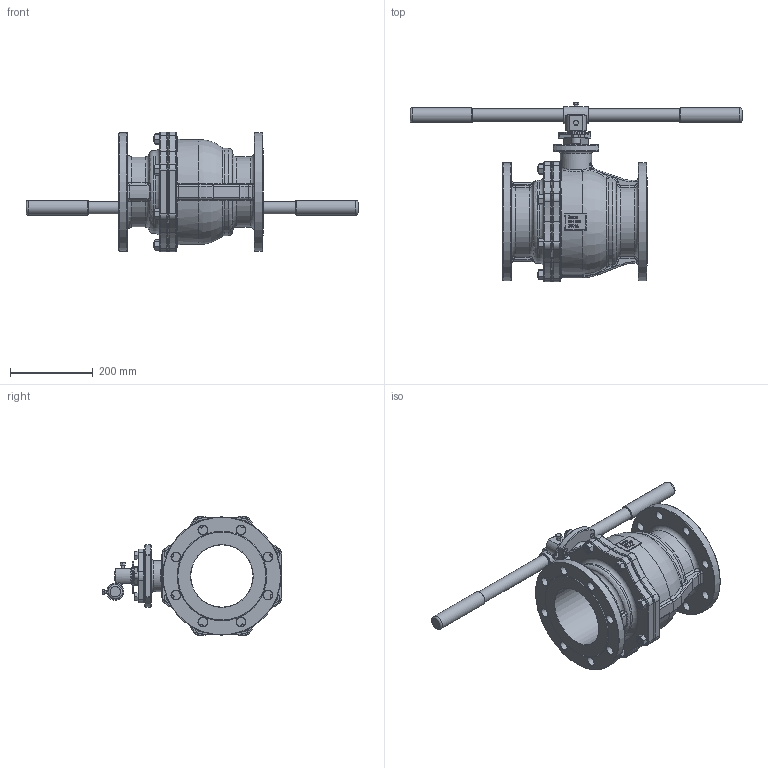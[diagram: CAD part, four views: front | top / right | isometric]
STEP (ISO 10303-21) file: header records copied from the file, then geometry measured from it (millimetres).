
FILE_DESCRIPTION (( 'STEP AP214' ), '1' );
FILE_NAME ('FK-600-000-4 Flanschkugelhahn heco step214.STEP', '2012-11-14T14:30:33', ( 'test' ), ( '' ), 'SwSTEP 2.0', 'SolidWorks 2011', '' );
FILE_SCHEMA (( 'AUTOMOTIVE_DESIGN' ));
Length unit declared in the file: millimetre
Products named in the file (1): FK-600-000-4 Flanschkugelhahn heco step214
Bounding box: 800 x 433 x 288.9 mm (x, y, z)
Volume: 9937908.8 mm3; surface area: 845346.3 mm2
Topology: 1 solids, 1 shells, 1292 faces, 3179 edges, 1957 vertices
Faces by surface type: plane 386, bspline 323, cylinder 265, torus 186, cone 118, sphere 14
Full cylindrical faces by diameter (mm): 2.8 x2, 8 x2, 9 x3, 10.2 x4, 14 x24, 22 x16, 30 x2, 35 x2, 37 x1, 41 x1, 58 x1, 75 x1, 150 x1, 200 x1, 250 x1, 285 x2
Entity records: 69920 total; most frequent: CARTESIAN_POINT 28125, ORIENTED_EDGE 5928, DIRECTION 5081, EDGE_CURVE 2964, AXIS2_PLACEMENT_3D 1974, VERTEX_POINT 1897, EDGE_LOOP 1579, FACE_OUTER_BOUND 1385
